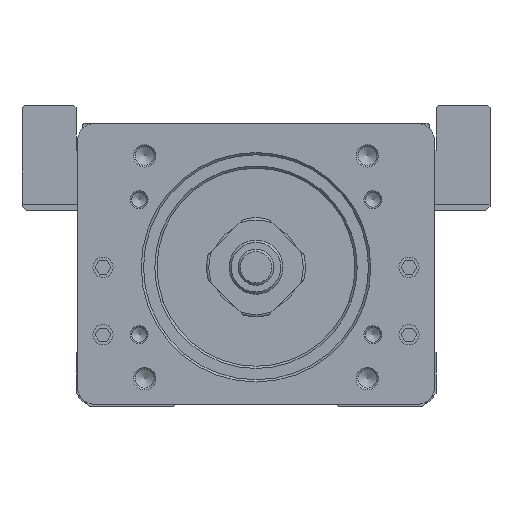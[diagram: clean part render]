
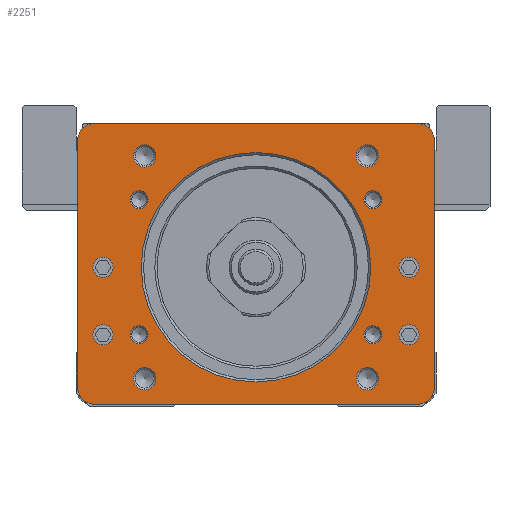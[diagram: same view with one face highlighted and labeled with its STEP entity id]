
A CAD part, front view. The second image highlights one B-rep face of the part: STEP entity #2251.
In plain terms, the highlighted planar face has unit normal (0, -1, 0).
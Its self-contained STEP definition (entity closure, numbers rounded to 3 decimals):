
#2251=ADVANCED_FACE('',(#8343,#8344,#8345,#8346,#8347,#8348,#8349,#8350,
#8351,#8352,#8353,#8354,#8355,#8356),#3367,.T.);
#3367=PLANE('',#22956);
#4724=LINE('',#32890,#6815);
#4927=LINE('',#33755,#7018);
#4936=LINE('',#33775,#7027);
#4957=LINE('',#33846,#7048);
#6815=VECTOR('',#26307,1.);
#7018=VECTOR('',#26834,1.);
#7027=VECTOR('',#26849,1.);
#7048=VECTOR('',#26914,1.);
#8343=FACE_BOUND('',#9527,.T.);
#8344=FACE_BOUND('',#9528,.T.);
#8345=FACE_BOUND('',#9529,.T.);
#8346=FACE_BOUND('',#9530,.T.);
#8347=FACE_BOUND('',#9531,.T.);
#8348=FACE_BOUND('',#9532,.T.);
#8349=FACE_BOUND('',#9533,.T.);
#8350=FACE_BOUND('',#9534,.T.);
#8351=FACE_BOUND('',#9535,.T.);
#8352=FACE_BOUND('',#9536,.T.);
#8353=FACE_BOUND('',#9537,.T.);
#8354=FACE_BOUND('',#9538,.T.);
#8355=FACE_BOUND('',#9539,.T.);
#8356=FACE_BOUND('',#9540,.T.);
#9527=EDGE_LOOP('',(#13343));
#9528=EDGE_LOOP('',(#13344));
#9529=EDGE_LOOP('',(#13345));
#9530=EDGE_LOOP('',(#13346));
#9531=EDGE_LOOP('',(#13347));
#9532=EDGE_LOOP('',(#13348));
#9533=EDGE_LOOP('',(#13349));
#9534=EDGE_LOOP('',(#13350));
#9535=EDGE_LOOP('',(#13351));
#9536=EDGE_LOOP('',(#13352));
#9537=EDGE_LOOP('',(#13353));
#9538=EDGE_LOOP('',(#13354));
#9539=EDGE_LOOP('',(#13355));
#9540=EDGE_LOOP('',(#13356,#13357,#13358,#13359,#13360,#13361,#13362,#13363));
#13343=ORIENTED_EDGE('',*,*,#19982,.T.);
#13344=ORIENTED_EDGE('',*,*,#19983,.T.);
#13345=ORIENTED_EDGE('',*,*,#19984,.T.);
#13346=ORIENTED_EDGE('',*,*,#19985,.T.);
#13347=ORIENTED_EDGE('',*,*,#19986,.T.);
#13348=ORIENTED_EDGE('',*,*,#19987,.T.);
#13349=ORIENTED_EDGE('',*,*,#19988,.T.);
#13350=ORIENTED_EDGE('',*,*,#19989,.T.);
#13351=ORIENTED_EDGE('',*,*,#19990,.T.);
#13352=ORIENTED_EDGE('',*,*,#19991,.T.);
#13353=ORIENTED_EDGE('',*,*,#19992,.T.);
#13354=ORIENTED_EDGE('',*,*,#19993,.T.);
#13355=ORIENTED_EDGE('',*,*,#19994,.T.);
#13356=ORIENTED_EDGE('',*,*,#19966,.T.);
#13357=ORIENTED_EDGE('',*,*,#19607,.T.);
#13358=ORIENTED_EDGE('',*,*,#19967,.T.);
#13359=ORIENTED_EDGE('',*,*,#19940,.T.);
#13360=ORIENTED_EDGE('',*,*,#19970,.T.);
#13361=ORIENTED_EDGE('',*,*,#19977,.T.);
#13362=ORIENTED_EDGE('',*,*,#19981,.T.);
#13363=ORIENTED_EDGE('',*,*,#19930,.T.);
#17199=VERTEX_POINT('',#32889);
#17200=VERTEX_POINT('',#32891);
#17475=VERTEX_POINT('',#33754);
#17476=VERTEX_POINT('',#33756);
#17483=VERTEX_POINT('',#33774);
#17484=VERTEX_POINT('',#33776);
#17505=VERTEX_POINT('',#33831);
#17511=VERTEX_POINT('',#33845);
#17512=VERTEX_POINT('',#33854);
#17513=VERTEX_POINT('',#33856);
#17514=VERTEX_POINT('',#33858);
#17515=VERTEX_POINT('',#33860);
#17516=VERTEX_POINT('',#33862);
#17517=VERTEX_POINT('',#33864);
#17518=VERTEX_POINT('',#33866);
#17519=VERTEX_POINT('',#33868);
#17520=VERTEX_POINT('',#33870);
#17521=VERTEX_POINT('',#33872);
#17522=VERTEX_POINT('',#33874);
#17523=VERTEX_POINT('',#33876);
#17524=VERTEX_POINT('',#33878);
#19607=EDGE_CURVE('',#17200,#17199,#4724,.T.);
#19930=EDGE_CURVE('',#17476,#17475,#4927,.T.);
#19940=EDGE_CURVE('',#17484,#17483,#4936,.T.);
#19966=EDGE_CURVE('',#17475,#17200,#21687,.T.);
#19967=EDGE_CURVE('',#17199,#17484,#21688,.T.);
#19970=EDGE_CURVE('',#17483,#17505,#21690,.T.);
#19977=EDGE_CURVE('',#17505,#17511,#4957,.T.);
#19981=EDGE_CURVE('',#17511,#17476,#21692,.T.);
#19982=EDGE_CURVE('',#17512,#17512,#21693,.T.);
#19983=EDGE_CURVE('',#17513,#17513,#21694,.T.);
#19984=EDGE_CURVE('',#17514,#17514,#21695,.T.);
#19985=EDGE_CURVE('',#17515,#17515,#21696,.T.);
#19986=EDGE_CURVE('',#17516,#17516,#21697,.T.);
#19987=EDGE_CURVE('',#17517,#17517,#21698,.T.);
#19988=EDGE_CURVE('',#17518,#17518,#21699,.T.);
#19989=EDGE_CURVE('',#17519,#17519,#21700,.T.);
#19990=EDGE_CURVE('',#17520,#17520,#21701,.T.);
#19991=EDGE_CURVE('',#17521,#17521,#21702,.T.);
#19992=EDGE_CURVE('',#17522,#17522,#21703,.T.);
#19993=EDGE_CURVE('',#17523,#17523,#21704,.T.);
#19994=EDGE_CURVE('',#17524,#17524,#21705,.T.);
#21687=CIRCLE('',#22932,4.);
#21688=CIRCLE('',#22934,4.);
#21690=CIRCLE('',#22937,4.);
#21692=CIRCLE('',#22941,4.);
#21693=CIRCLE('',#22943,25.5);
#21694=CIRCLE('',#22944,2.5);
#21695=CIRCLE('',#22945,2.5);
#21696=CIRCLE('',#22946,2.5);
#21697=CIRCLE('',#22947,2.5);
#21698=CIRCLE('',#22948,2.);
#21699=CIRCLE('',#22949,2.);
#21700=CIRCLE('',#22950,2.);
#21701=CIRCLE('',#22951,2.);
#21702=CIRCLE('',#22952,2.25);
#21703=CIRCLE('',#22953,2.25);
#21704=CIRCLE('',#22954,2.25);
#21705=CIRCLE('',#22955,2.25);
#22932=AXIS2_PLACEMENT_3D('',#33824,#26893,#26894);
#22934=AXIS2_PLACEMENT_3D('',#33826,#26897,#26898);
#22937=AXIS2_PLACEMENT_3D('',#33832,#26904,#26905);
#22941=AXIS2_PLACEMENT_3D('',#33851,#26921,#26922);
#22943=AXIS2_PLACEMENT_3D('',#33853,#26925,#26926);
#22944=AXIS2_PLACEMENT_3D('',#33855,#26927,#26928);
#22945=AXIS2_PLACEMENT_3D('',#33857,#26929,#26930);
#22946=AXIS2_PLACEMENT_3D('',#33859,#26931,#26932);
#22947=AXIS2_PLACEMENT_3D('',#33861,#26933,#26934);
#22948=AXIS2_PLACEMENT_3D('',#33863,#26935,#26936);
#22949=AXIS2_PLACEMENT_3D('',#33865,#26937,#26938);
#22950=AXIS2_PLACEMENT_3D('',#33867,#26939,#26940);
#22951=AXIS2_PLACEMENT_3D('',#33869,#26941,#26942);
#22952=AXIS2_PLACEMENT_3D('',#33871,#26943,#26944);
#22953=AXIS2_PLACEMENT_3D('',#33873,#26945,#26946);
#22954=AXIS2_PLACEMENT_3D('',#33875,#26947,#26948);
#22955=AXIS2_PLACEMENT_3D('',#33877,#26949,#26950);
#22956=AXIS2_PLACEMENT_3D('',#33879,#26951,#26952);
#26307=DIRECTION('',(1.,0.,0.));
#26834=DIRECTION('',(0.,0.,-1.));
#26849=DIRECTION('',(0.,0.,1.));
#26893=DIRECTION('',(0.,-1.,0.));
#26894=DIRECTION('',(1.,0.,0.));
#26897=DIRECTION('',(0.,-1.,0.));
#26898=DIRECTION('',(1.,0.,0.));
#26904=DIRECTION('',(0.,-1.,0.));
#26905=DIRECTION('',(1.,0.,0.));
#26914=DIRECTION('',(-1.,0.,0.));
#26921=DIRECTION('',(0.,-1.,0.));
#26922=DIRECTION('',(1.,0.,0.));
#26925=DIRECTION('',(0.,1.,0.));
#26926=DIRECTION('',(0.,0.,-1.));
#26927=DIRECTION('',(0.,1.,0.));
#26928=DIRECTION('',(0.,0.,-1.));
#26929=DIRECTION('',(0.,1.,0.));
#26930=DIRECTION('',(0.,0.,-1.));
#26931=DIRECTION('',(0.,1.,0.));
#26932=DIRECTION('',(0.,0.,-1.));
#26933=DIRECTION('',(0.,1.,0.));
#26934=DIRECTION('',(0.,0.,-1.));
#26935=DIRECTION('',(0.,1.,0.));
#26936=DIRECTION('',(0.,0.,-1.));
#26937=DIRECTION('',(0.,1.,0.));
#26938=DIRECTION('',(0.,0.,-1.));
#26939=DIRECTION('',(0.,1.,0.));
#26940=DIRECTION('',(0.,0.,-1.));
#26941=DIRECTION('',(0.,1.,0.));
#26942=DIRECTION('',(0.,0.,-1.));
#26943=DIRECTION('',(0.,1.,0.));
#26944=DIRECTION('',(0.,0.,-1.));
#26945=DIRECTION('',(0.,1.,0.));
#26946=DIRECTION('',(0.,0.,-1.));
#26947=DIRECTION('',(0.,1.,0.));
#26948=DIRECTION('',(0.,0.,-1.));
#26949=DIRECTION('',(0.,1.,0.));
#26950=DIRECTION('',(0.,0.,-1.));
#26951=DIRECTION('',(0.,-1.,0.));
#26952=DIRECTION('',(0.,0.,1.));
#32889=CARTESIAN_POINT('',(35.7,-243.7,-18.5));
#32890=CARTESIAN_POINT('',(-35.7,-243.7,-18.5));
#32891=CARTESIAN_POINT('',(-35.7,-243.7,-18.5));
#33754=CARTESIAN_POINT('',(-39.7,-243.7,-14.5));
#33755=CARTESIAN_POINT('',(-39.7,-243.7,40.));
#33756=CARTESIAN_POINT('',(-39.7,-243.7,40.));
#33774=CARTESIAN_POINT('',(39.7,-243.7,40.));
#33775=CARTESIAN_POINT('',(39.7,-243.7,-14.5));
#33776=CARTESIAN_POINT('',(39.7,-243.7,-14.5));
#33824=CARTESIAN_POINT('',(-35.7,-243.7,-14.5));
#33826=CARTESIAN_POINT('',(35.7,-243.7,-14.5));
#33831=CARTESIAN_POINT('',(35.7,-243.7,44.));
#33832=CARTESIAN_POINT('',(35.7,-243.7,40.));
#33845=CARTESIAN_POINT('',(-35.7,-243.7,44.));
#33846=CARTESIAN_POINT('',(35.7,-243.7,44.));
#33851=CARTESIAN_POINT('',(-35.7,-243.7,40.));
#33853=CARTESIAN_POINT('',(0.,-243.7,12.));
#33854=CARTESIAN_POINT('',(0.,-243.7,-13.5));
#33855=CARTESIAN_POINT('',(-24.749,-243.7,36.749));
#33856=CARTESIAN_POINT('',(-24.749,-243.7,34.249));
#33857=CARTESIAN_POINT('',(-24.749,-243.7,-12.749));
#33858=CARTESIAN_POINT('',(-24.749,-243.7,-15.249));
#33859=CARTESIAN_POINT('',(24.749,-243.7,-12.749));
#33860=CARTESIAN_POINT('',(24.749,-243.7,-15.249));
#33861=CARTESIAN_POINT('',(24.749,-243.7,36.749));
#33862=CARTESIAN_POINT('',(24.749,-243.7,34.249));
#33863=CARTESIAN_POINT('',(25.981,-243.7,-3.));
#33864=CARTESIAN_POINT('',(25.981,-243.7,-5.));
#33865=CARTESIAN_POINT('',(25.981,-243.7,27.));
#33866=CARTESIAN_POINT('',(25.981,-243.7,25.));
#33867=CARTESIAN_POINT('',(-25.981,-243.7,-3.));
#33868=CARTESIAN_POINT('',(-25.981,-243.7,-5.));
#33869=CARTESIAN_POINT('',(-25.981,-243.7,27.));
#33870=CARTESIAN_POINT('',(-25.981,-243.7,25.));
#33871=CARTESIAN_POINT('',(-34.,-243.7,-3.));
#33872=CARTESIAN_POINT('',(-34.,-243.7,-5.25));
#33873=CARTESIAN_POINT('',(-34.,-243.7,12.));
#33874=CARTESIAN_POINT('',(-34.,-243.7,9.75));
#33875=CARTESIAN_POINT('',(34.,-243.7,-3.));
#33876=CARTESIAN_POINT('',(34.,-243.7,-5.25));
#33877=CARTESIAN_POINT('',(34.,-243.7,12.));
#33878=CARTESIAN_POINT('',(34.,-243.7,9.75));
#33879=CARTESIAN_POINT('',(-35.7,-243.7,-14.5));
